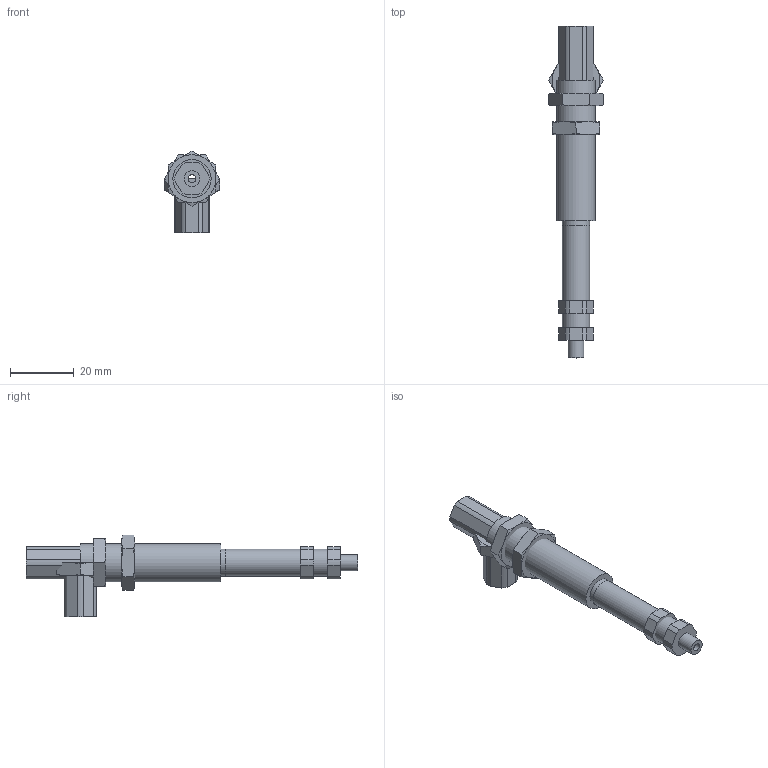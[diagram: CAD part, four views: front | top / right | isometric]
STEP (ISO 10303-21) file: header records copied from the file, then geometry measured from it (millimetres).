
FILE_DESCRIPTION( ( 'Unknown' ), '1' );
FILE_NAME( '0127106.stp', 'Unknown', ( 'Unknown' ), ( 'Unknown' ), 'PSStep 10.0', 'Unknown', ' ' );
FILE_SCHEMA( ( 'automotive_design' ) );
Length unit declared in the file: millimetre
Products named in the file (5): Assem1; 0127106; 0127106_0; 0127106_1; 0127106_2
Bounding box: 17.32 x 104 x 25.66 mm (x, y, z)
Volume: 15159.2 mm3; surface area: 14878.9 mm2
Topology: 9 solids, 9 shells, 151 faces, 337 edges, 212 vertices
Faces by surface type: plane 68, cylinder 45, cone 38
Full cylindrical faces by diameter (mm): 2.5 x4, 4.2 x2, 5 x2, 6 x4, 8.5 x4, 11 x3, 12 x2
Entity records: 2137 total; most frequent: CARTESIAN_POINT 369, DIRECTION 308, ORIENTED_EDGE 268, EDGE_CURVE 134, AXIS2_PLACEMENT_3D 127, VERTEX_POINT 92, EDGE_LOOP 88, FACE_OUTER_BOUND 75
